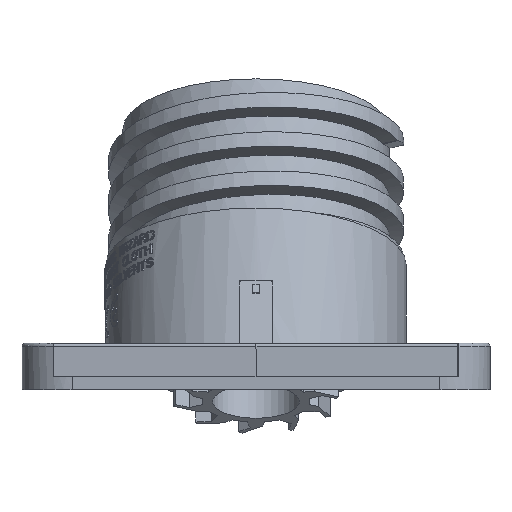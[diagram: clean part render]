
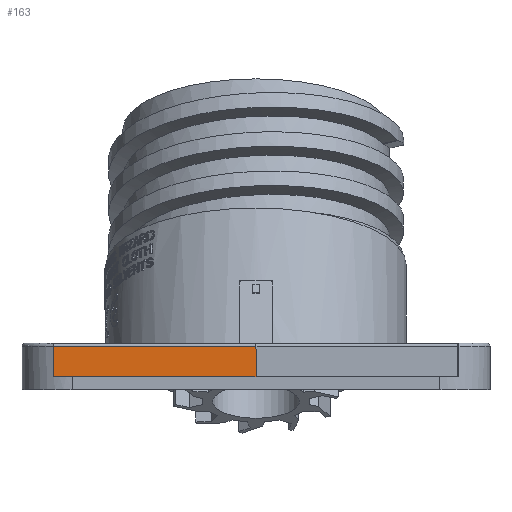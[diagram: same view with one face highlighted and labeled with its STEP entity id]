
A CAD part, front view. The second image highlights one B-rep face of the part: STEP entity #163.
In plain terms, the highlighted planar face has unit normal (-0.018, -1, 0).
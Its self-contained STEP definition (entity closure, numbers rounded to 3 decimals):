
#163=ADVANCED_FACE('',(#4542),#4543,.T.);
#4542=FACE_OUTER_BOUND('',#13243,.T.);
#4543=PLANE('',#13244);
#13243=EDGE_LOOP('',(#60292,#60293,#60294,#60295));
#13244=AXIS2_PLACEMENT_3D('',#60296,#60297,#60298);
#60292=ORIENTED_EDGE('',*,*,#96303,.F.);
#60293=ORIENTED_EDGE('',*,*,#95398,.F.);
#60294=ORIENTED_EDGE('',*,*,#96302,.F.);
#60295=ORIENTED_EDGE('',*,*,#96304,.F.);
#60296=CARTESIAN_POINT('',(0.0,-30.0,-5.0));
#60297=DIRECTION('',(-0.017,-1.,0.0));
#60298=DIRECTION('',(-1.,0.017,0.0));
#95398=EDGE_CURVE('',#108019,#108022,#108023,.T.);
#96302=EDGE_CURVE('',#109812,#108019,#109814,.T.);
#96303=EDGE_CURVE('',#108022,#109815,#109816,.T.);
#96304=EDGE_CURVE('',#109815,#109812,#109817,.T.);
#108019=VERTEX_POINT('',#134582);
#108022=VERTEX_POINT('',#134605);
#108023=LINE('',#134606,#134607);
#109812=VERTEX_POINT('',#137302);
#109814=LINE('',#137304,#137305);
#109815=VERTEX_POINT('',#137306);
#109816=LINE('',#137307,#137308);
#109817=LINE('',#137309,#137310);
#134582=CARTESIAN_POINT('',(-30.265,-29.472,-0.5));
#134605=CARTESIAN_POINT('',(0.,-30.0,-0.5));
#134606=CARTESIAN_POINT('',(-30.265,-29.472,-0.5));
#134607=VECTOR('',#200814,30.27);
#137302=CARTESIAN_POINT('',(-30.265,-29.472,-5.0));
#137304=CARTESIAN_POINT('',(-30.265,-29.472,-5.0));
#137305=VECTOR('',#201749,4.5);
#137306=CARTESIAN_POINT('',(0.,-30.0,-5.0));
#137307=CARTESIAN_POINT('',(0.,-30.0,-0.5));
#137308=VECTOR('',#201750,4.5);
#137309=CARTESIAN_POINT('',(0.,-30.0,-5.0));
#137310=VECTOR('',#201751,30.27);
#200814=DIRECTION('',(1.,-0.017,0.0));
#201749=DIRECTION('',(0.0,0.0,1.0));
#201750=DIRECTION('',(0.,0.0,-1.0));
#201751=DIRECTION('',(-1.,0.017,0.0));
